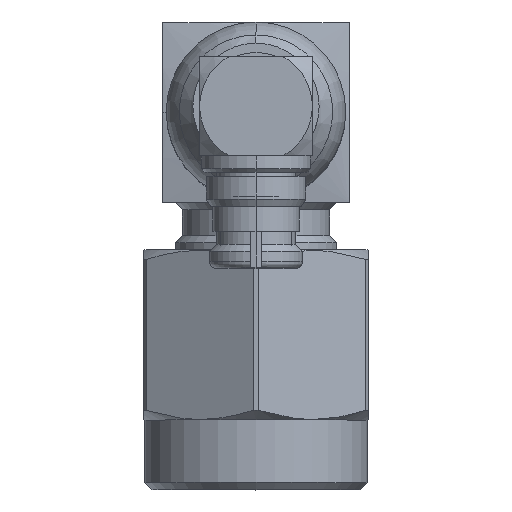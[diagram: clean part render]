
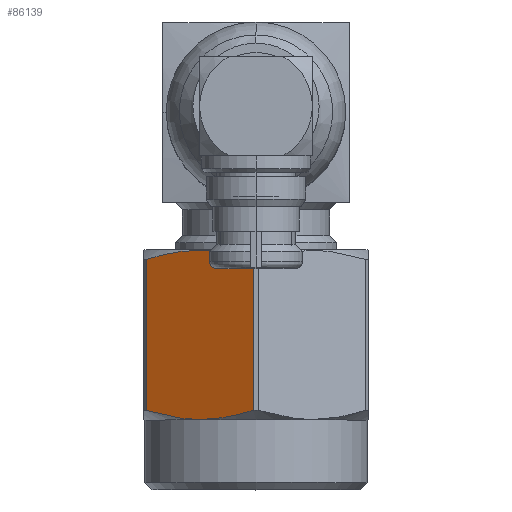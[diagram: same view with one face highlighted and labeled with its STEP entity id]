
A CAD part, top view. The second image highlights one B-rep face of the part: STEP entity #86139.
In plain terms, the highlighted face is planar.
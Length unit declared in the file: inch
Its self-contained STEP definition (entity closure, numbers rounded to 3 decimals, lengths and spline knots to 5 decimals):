
#2415 = VECTOR ( 'NONE', #7452, 39.37008 ) ;
#3271 = CARTESIAN_POINT ( 'NONE',  ( 0.1781, 0.20429, -0.00402 ) ) ;
#5267 = CARTESIAN_POINT ( 'NONE',  ( 0.12071, 0.42725, -0.10343 ) ) ;
#7452 = DIRECTION ( 'NONE',  ( 0., 1., 0. ) ) ;
#9328 = ORIENTED_EDGE ( 'NONE', *, *, #99991, .T. ) ;
#9921 = CARTESIAN_POINT ( 'NONE',  ( 0.18042, 0.16792, 0. ) ) ;
#13249 = CARTESIAN_POINT ( 'NONE',  ( 0.14245, 0.42728, -0.06577 ) ) ;
#13414 = ORIENTED_EDGE ( 'NONE', *, *, #68599, .F. ) ;
#15761 = VECTOR ( 'NONE', #141898, 39.37008 ) ;
#21770 = CARTESIAN_POINT ( 'NONE',  ( 0.14993, 0.19167, -0.05282 ) ) ;
#24202 = EDGE_LOOP ( 'NONE', ( #13414, #9328, #66100, #46712 ) ) ;
#32555 = CARTESIAN_POINT ( 'NONE',  ( 0.1781, 0.20429, -0.00402 ) ) ;
#33255 = CARTESIAN_POINT ( 'NONE',  ( 0.10661, 0.19722, -0.12785 ) ) ;
#34297 = DIRECTION ( 'NONE',  ( -0.5, 0., -0.866 ) ) ;
#39851 = VERTEX_POINT ( 'NONE', #68106 ) ;
#41930 = CARTESIAN_POINT ( 'NONE',  ( 0.1781, 0., -0.00402 ) ) ;
#45372 = VERTEX_POINT ( 'NONE', #107364 ) ;
#46221 = AXIS2_PLACEMENT_3D ( 'NONE', #9921, #132835, #34297 ) ;
#46298 = CARTESIAN_POINT ( 'NONE',  ( 0.10653, 0.42239, -0.12799 ) ) ;
#46712 = ORIENTED_EDGE ( 'NONE', *, *, #99902, .T. ) ;
#47719 = CARTESIAN_POINT ( 'NONE',  ( 0.17109, 0.41852, -0.01616 ) ) ;
#51418 = CARTESIAN_POINT ( 'NONE',  ( 0.09253, 0.20429, -0.15223 ) ) ;
#54827 = CARTESIAN_POINT ( 'NONE',  ( 0.1209, 0.19283, -0.10309 ) ) ;
#55557 = EDGE_CURVE ( 'NONE', #45372, #85538, #108120, .T. ) ;
#65932 = B_SPLINE_CURVE_WITH_KNOTS ( 'NONE', 3,
 ( #32555, #141146, #21770, #110199, #54827, #33255, #131058, #109493 ),
 .UNSPECIFIED., .F., .F.,
 ( 4, 2, 2, 4 ),
 ( 0., 0.00219, 0.00329, 0.00438 ),
 .UNSPECIFIED. ) ;
#66100 = ORIENTED_EDGE ( 'NONE', *, *, #55557, .F. ) ;
#68106 = CARTESIAN_POINT ( 'NONE',  ( 0.1781, 0.41463, -0.00402 ) ) ;
#68599 = EDGE_CURVE ( 'NONE', #95136, #39851, #107408, .T. ) ;
#71451 = CARTESIAN_POINT ( 'NONE',  ( 0.09253, 0.41463, -0.15223 ) ) ;
#85538 = VERTEX_POINT ( 'NONE', #51418 ) ;
#86139 = ADVANCED_FACE ( 'NONE', ( #133543 ), #88958, .T. ) ;
#88958 = PLANE ( 'NONE',  #46221 ) ;
#90188 = CARTESIAN_POINT ( 'NONE',  ( 0.1781, 0.41463, -0.00402 ) ) ;
#93023 = CARTESIAN_POINT ( 'NONE',  ( 0.14973, 0.42609, -0.05316 ) ) ;
#95136 = VERTEX_POINT ( 'NONE', #3271 ) ;
#99902 = EDGE_CURVE ( 'NONE', #45372, #39851, #100308, .T. ) ;
#99991 = EDGE_CURVE ( 'NONE', #95136, #85538, #65932, .T. ) ;
#100308 = B_SPLINE_CURVE_WITH_KNOTS ( 'NONE', 3,
 ( #71451, #46298, #5267, #13249, #93023, #136884, #47719, #90188 ),
 .UNSPECIFIED., .F., .F.,
 ( 4, 2, 2, 4 ),
 ( 0., 0.00219, 0.00329, 0.00438 ),
 .UNSPECIFIED. ) ;
#107364 = CARTESIAN_POINT ( 'NONE',  ( 0.09253, 0.41463, -0.15223 ) ) ;
#107408 = LINE ( 'NONE', #41930, #2415 ) ;
#108120 = LINE ( 'NONE', #110246, #15761 ) ;
#109493 = CARTESIAN_POINT ( 'NONE',  ( 0.09253, 0.20429, -0.15223 ) ) ;
#110199 = CARTESIAN_POINT ( 'NONE',  ( 0.12818, 0.19164, -0.09048 ) ) ;
#110246 = CARTESIAN_POINT ( 'NONE',  ( 0.09253, 0., -0.15223 ) ) ;
#131058 = CARTESIAN_POINT ( 'NONE',  ( 0.09954, 0.2004, -0.14009 ) ) ;
#132835 = DIRECTION ( 'NONE',  ( 0.866, 0., -0.5 ) ) ;
#133543 = FACE_OUTER_BOUND ( 'NONE', #24202, .T. ) ;
#136884 = CARTESIAN_POINT ( 'NONE',  ( 0.16403, 0.4217, -0.0284 ) ) ;
#141146 = CARTESIAN_POINT ( 'NONE',  ( 0.16411, 0.19653, -0.02826 ) ) ;
#141898 = DIRECTION ( 'NONE',  ( 0., -1., 0. ) ) ;
